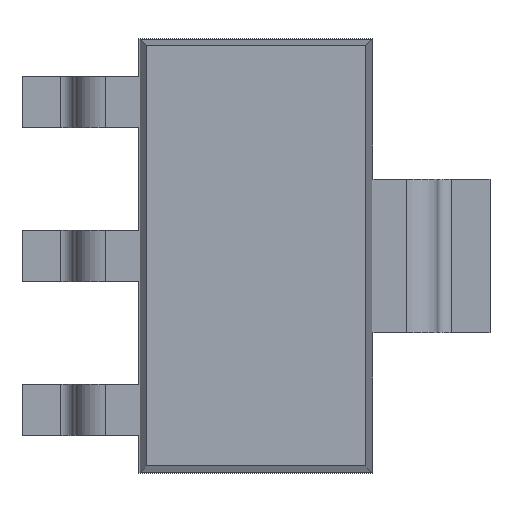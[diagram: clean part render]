
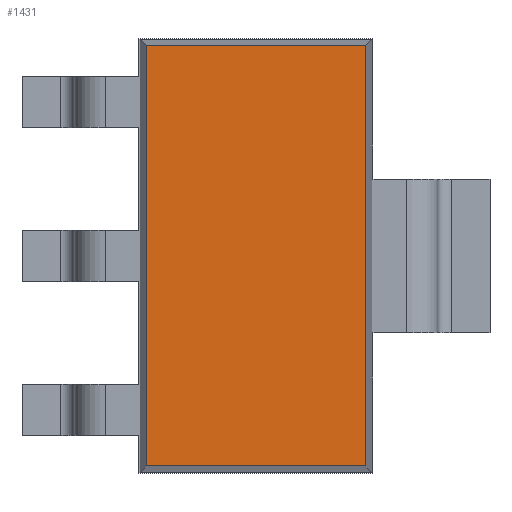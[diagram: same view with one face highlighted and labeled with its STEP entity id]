
A CAD part, top view. The second image highlights one B-rep face of the part: STEP entity #1431.
In plain terms, the highlighted planar face has unit normal (0, 0, 1).
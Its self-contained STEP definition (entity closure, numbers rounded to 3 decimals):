
#27=VECTOR('',#28,1.);
#28=DIRECTION('',(0.,-1.,0.));
#34=VECTOR('',#35,1.);
#35=DIRECTION('',(1.,0.,0.));
#41=VECTOR('',#42,1.);
#42=DIRECTION('',(0.,1.,0.));
#46=VECTOR('',#47,1.);
#47=DIRECTION('',(-1.,0.,0.));
#50=DIRECTION('',(0.,0.,-1.));
#1022=VERTEX_POINT('',#1023);
#1023=CARTESIAN_POINT('',(-1.642,-3.142,1.7));
#1026=EDGE_CURVE('',#1027,#1022,#1029,.T.);
#1027=VERTEX_POINT('',#1028);
#1028=CARTESIAN_POINT('',(-1.642,3.142,1.7));
#1029=LINE('',#1028,#27);
#1299=VERTEX_POINT('',#1300);
#1300=CARTESIAN_POINT('',(1.642,-3.142,1.7));
#1303=EDGE_CURVE('',#1022,#1299,#1304,.T.);
#1304=LINE('',#1023,#34);
#1316=VERTEX_POINT('',#1317);
#1317=CARTESIAN_POINT('',(1.642,3.142,1.7));
#1320=EDGE_CURVE('',#1299,#1316,#1321,.T.);
#1321=LINE('',#1300,#41);
#1427=EDGE_CURVE('',#1316,#1027,#1428,.T.);
#1428=LINE('',#1317,#46);
#1431=ADVANCED_FACE('',(#1432),#1438,.F.);
#1432=FACE_BOUND('',#1433,.T.);
#1433=EDGE_LOOP('',(#1434,#1435,#1436,#1437));
#1434=ORIENTED_EDGE('',*,*,#1026,.T.);
#1435=ORIENTED_EDGE('',*,*,#1303,.T.);
#1436=ORIENTED_EDGE('',*,*,#1320,.T.);
#1437=ORIENTED_EDGE('',*,*,#1427,.T.);
#1438=PLANE('',#1439);
#1439=AXIS2_PLACEMENT_3D('',#1028,#50,#1440);
#1440=DIRECTION('',(0.463,-0.886,0.));
